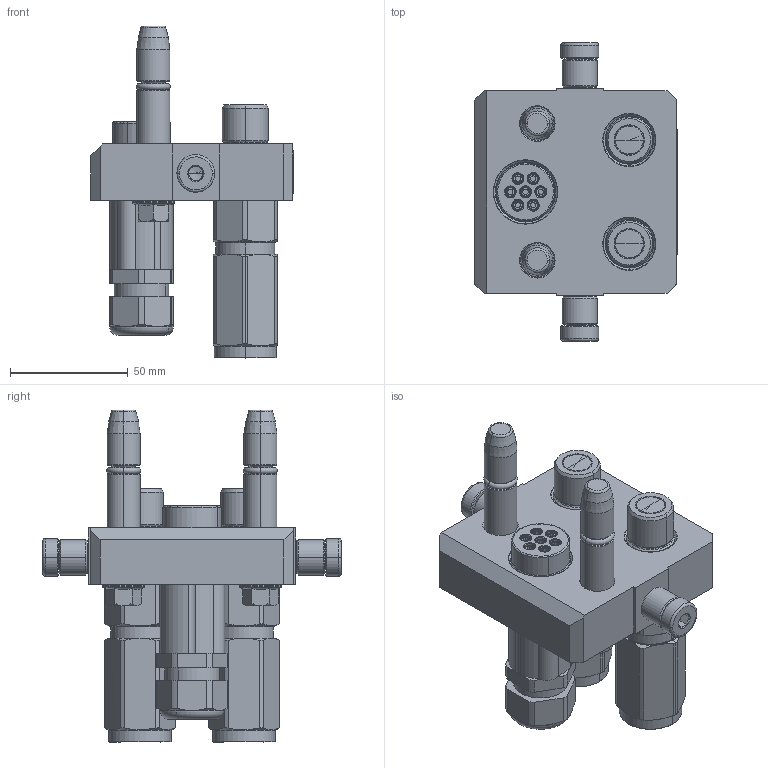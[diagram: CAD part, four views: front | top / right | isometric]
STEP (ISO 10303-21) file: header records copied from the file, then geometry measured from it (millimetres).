
FILE_DESCRIPTION (( 'STEP AP214' ), '1' );
FILE_NAME ('FASTER.step', '2021-12-26T16:53:14', ( '' ), ( '' ), 'SwSTEP 2.0', 'SolidWorks 2017', '' );
FILE_SCHEMA (( 'AUTOMOTIVE_DESIGN' ));
Length unit declared in the file: millimetre
Products named in the file (14): 3ffnp38_gas_m; 4830_044_0000_000; 4830_013_3000_030; 4820_010_0000_001; or2_62x9_19_m; 1540_080_0008_000; 4830_028_1000_011; conn_7p_m; FASTER; corspel08-7_m; 4830_021_0000_000; et002; P306_M_BASE
Assembly tree (21 placements, depth 3):
  FASTER
    P306_M_BASE
      4820_010_0000_001
      4830_021_0000_000  x2
      1540_080_0008_000  x2
      4830_013_3000_030  x2
      4830_028_1000_011  x2
      or2_62x9_19_m  x2
    conn_7p_m
      4830_044_0000_000  x3
      corspel08-7_m
    3ffnp38_gas_m  x2
      3ffnp38_gas_m
    et002
Bounding box: 85.8 x 126.6 x 140.8 mm (x, y, z)
Volume: 2873.9 mm3; surface area: 89116.2 mm2
Topology: 5 solids, 55 shells, 1941 faces, 5284 edges, 3466 vertices
Faces by surface type: plane 1150, cylinder 348, cone 283, torus 116, bspline 38, sphere 6
Entity records: 55140 total; most frequent: CARTESIAN_POINT 13119, ORIENTED_EDGE 8184, DIRECTION 7828, EDGE_CURVE 4237, VECTOR 3110, LINE 3110, VERTEX_POINT 2785, AXIS2_PLACEMENT_3D 2359
